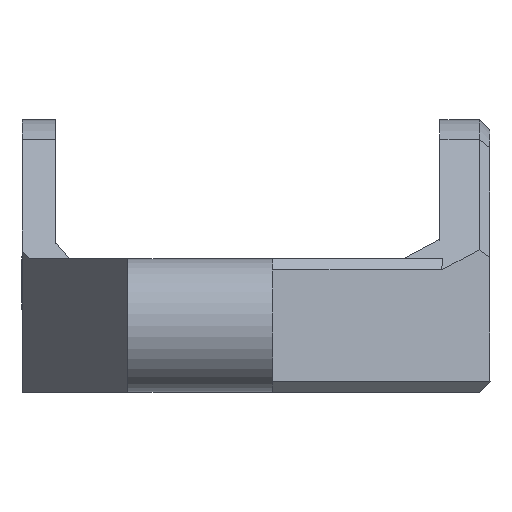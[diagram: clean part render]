
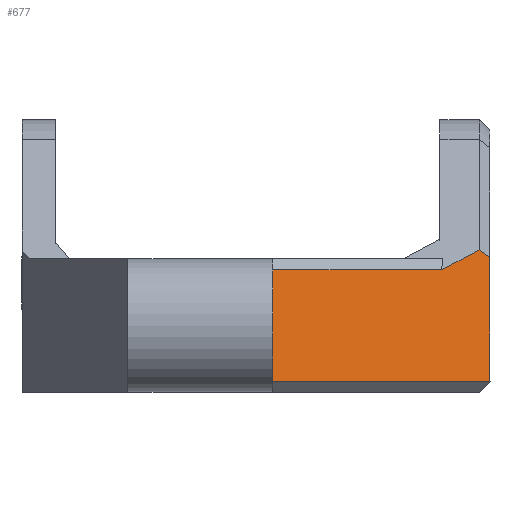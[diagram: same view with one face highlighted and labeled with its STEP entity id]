
A CAD part, left-side view. The second image highlights one B-rep face of the part: STEP entity #677.
In plain terms, the highlighted planar face has unit normal (-0.826, -0.564, 0).
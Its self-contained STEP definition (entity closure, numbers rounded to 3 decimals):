
#62=FACE_OUTER_BOUND('',#99,.T.);
#99=EDGE_LOOP('',(#483,#484,#485,#486,#487,#488));
#134=LINE('',#988,#208);
#145=LINE('',#1016,#219);
#150=LINE('',#1030,#224);
#154=LINE('',#1044,#228);
#155=LINE('',#1046,#229);
#156=LINE('',#1047,#230);
#208=VECTOR('',#791,1.);
#219=VECTOR('',#814,10.);
#224=VECTOR('',#827,1.);
#228=VECTOR('',#839,10.);
#229=VECTOR('',#840,1.);
#230=VECTOR('',#841,1.);
#281=VERTEX_POINT('',#984);
#283=VERTEX_POINT('',#987);
#294=VERTEX_POINT('',#1014);
#299=VERTEX_POINT('',#1029);
#305=VERTEX_POINT('',#1043);
#306=VERTEX_POINT('',#1045);
#349=EDGE_CURVE('',#281,#283,#134,.T.);
#363=EDGE_CURVE('',#281,#294,#145,.F.);
#370=EDGE_CURVE('',#283,#299,#150,.T.);
#377=EDGE_CURVE('',#294,#305,#154,.T.);
#378=EDGE_CURVE('',#305,#306,#155,.T.);
#379=EDGE_CURVE('',#306,#299,#156,.T.);
#483=ORIENTED_EDGE('',*,*,#349,.F.);
#484=ORIENTED_EDGE('',*,*,#363,.T.);
#485=ORIENTED_EDGE('',*,*,#377,.T.);
#486=ORIENTED_EDGE('',*,*,#378,.T.);
#487=ORIENTED_EDGE('',*,*,#379,.T.);
#488=ORIENTED_EDGE('',*,*,#370,.F.);
#650=PLANE('',#740);
#677=ADVANCED_FACE('',(#62),#650,.T.);
#740=AXIS2_PLACEMENT_3D('',#1042,#837,#838);
#791=DIRECTION('',(-0.564,0.826,0.));
#814=DIRECTION('',(0.,0.,-1.));
#827=DIRECTION('',(0.,0.,1.));
#837=DIRECTION('center_axis',(-0.826,-0.564,0.));
#838=DIRECTION('ref_axis',(-0.564,0.826,0.));
#839=DIRECTION('',(-0.482,0.706,0.519));
#840=DIRECTION('',(-0.517,0.756,-0.402));
#841=DIRECTION('',(-0.564,0.826,0.));
#984=CARTESIAN_POINT('',(-64.317,-52.,-8.));
#987=CARTESIAN_POINT('',(-77.641,-32.5,-8.));
#988=CARTESIAN_POINT('',(-65.,-51.,-8.));
#1014=CARTESIAN_POINT('',(-64.317,-52.,3.118));
#1016=CARTESIAN_POINT('',(-64.317,-52.,-20.));
#1029=CARTESIAN_POINT('',(-77.641,-32.5,2.));
#1030=CARTESIAN_POINT('',(-77.641,-32.5,-20.));
#1042=CARTESIAN_POINT('Origin',(-77.641,-32.5,-20.));
#1043=CARTESIAN_POINT('',(-64.959,-51.061,3.809));
#1044=CARTESIAN_POINT('',(-66.623,-48.625,5.601));
#1045=CARTESIAN_POINT('',(-67.287,-47.653,2.));
#1046=CARTESIAN_POINT('',(-69.25,-44.781,0.475));
#1047=CARTESIAN_POINT('',(-66.,-49.537,2.));
